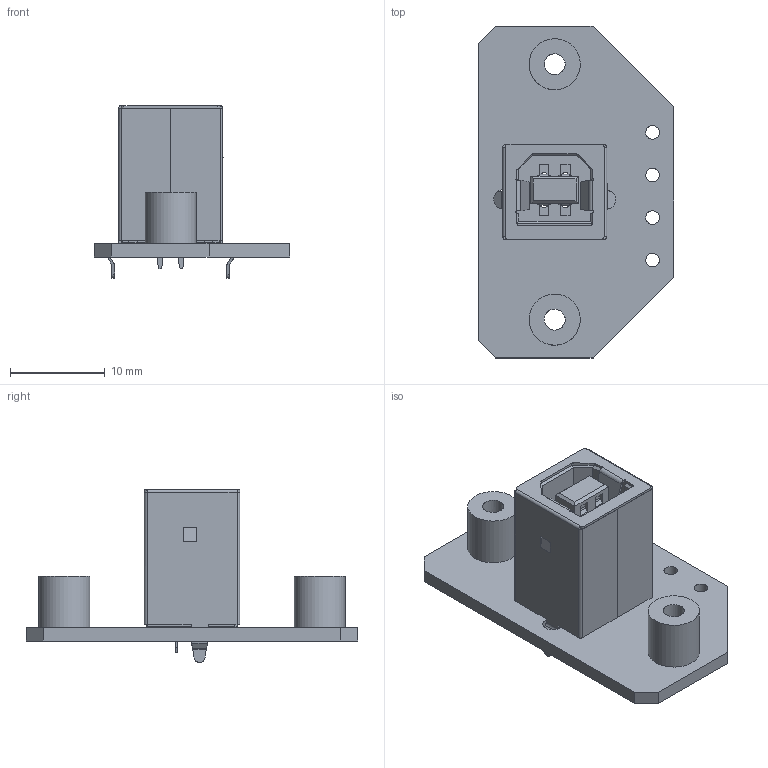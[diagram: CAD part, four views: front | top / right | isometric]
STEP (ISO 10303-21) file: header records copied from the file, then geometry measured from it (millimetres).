
FILE_DESCRIPTION(('FreeCAD Model'),'2;1');
FILE_NAME('Open CASCADE Shape Model','2025-05-05T04:31:13',('FreeCAD'),( 'FreeCAD'),'Open CASCADE STEP processor 7.6','FreeCAD','Unknown');
FILE_SCHEMA(('AUTOMOTIVE_DESIGN { 1 0 10303 214 1 1 1 1 }'));
Length unit declared in the file: millimetre
Products named in the file (1): Open CASCADE STEP translator 7.6 1
Bounding box: 20.66 x 35.03 x 18.25 mm (x, y, z)
Volume: 2079.6 mm3; surface area: 4892.8 mm2
Topology: 9 solids, 9 shells, 620 faces, 1702 edges, 1098 vertices
Faces by surface type: bspline 620
Entity records: 17940 total; most frequent: CARTESIAN_POINT 7813, ORIENTED_EDGE 3404, EDGE_CURVE 1702, B_SPLINE_CURVE_WITH_KNOTS 1448, VERTEX_POINT 1098, FACE_BOUND 660, EDGE_LOOP 660, ADVANCED_FACE 620
